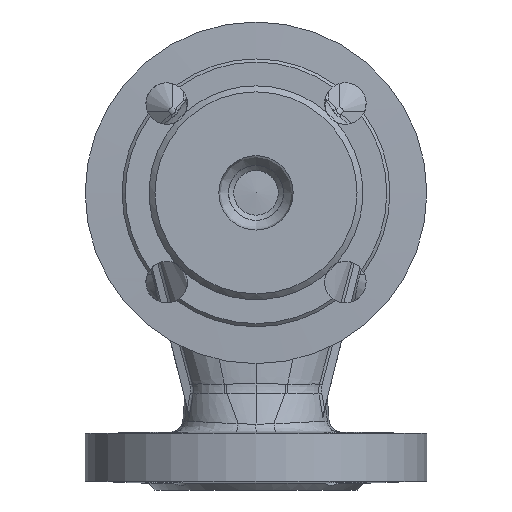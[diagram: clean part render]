
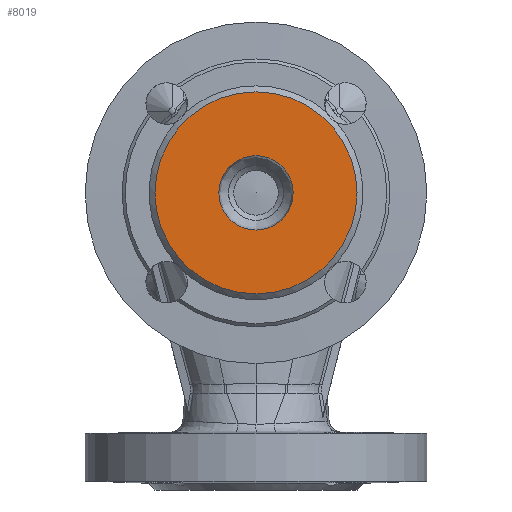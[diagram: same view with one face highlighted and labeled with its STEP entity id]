
A CAD part, front view. The second image highlights one B-rep face of the part: STEP entity #8019.
In plain terms, the highlighted planar face has unit normal (0, -1, 0).
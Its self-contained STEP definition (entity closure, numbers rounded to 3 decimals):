
#145=FACE_BOUND('',#1685,.T.);
#339=PLANE('',#8667);
#637=CIRCLE('',#8662,34.);
#640=CIRCLE('',#8668,12.5);
#1179=FACE_OUTER_BOUND('',#1684,.T.);
#1684=EDGE_LOOP('',(#6400));
#1685=EDGE_LOOP('',(#6401));
#3577=VERTEX_POINT('',#33206);
#3578=VERTEX_POINT('',#33214);
#4596=EDGE_CURVE('',#3577,#3577,#637,.T.);
#4599=EDGE_CURVE('',#3578,#3578,#640,.T.);
#6400=ORIENTED_EDGE('',*,*,#4596,.T.);
#6401=ORIENTED_EDGE('',*,*,#4599,.F.);
#8019=ADVANCED_FACE('',(#1179,#145),#339,.T.);
#8662=AXIS2_PLACEMENT_3D('',#33208,#9785,#9786);
#8667=AXIS2_PLACEMENT_3D('',#33213,#9795,#9796);
#8668=AXIS2_PLACEMENT_3D('',#33215,#9797,#9798);
#9785=DIRECTION('center_axis',(0.,-1.,0.));
#9786=DIRECTION('ref_axis',(0.,0.,-1.));
#9795=DIRECTION('center_axis',(0.,-1.,0.));
#9796=DIRECTION('ref_axis',(0.,0.,1.));
#9797=DIRECTION('center_axis',(0.,-1.,0.));
#9798=DIRECTION('ref_axis',(0.,0.,-1.));
#33206=CARTESIAN_POINT('',(0.,-100.,34.));
#33208=CARTESIAN_POINT('Origin',(0.,-100.,0.));
#33213=CARTESIAN_POINT('Origin',(0.,-100.,0.));
#33214=CARTESIAN_POINT('',(0.,-100.,-12.5));
#33215=CARTESIAN_POINT('Origin',(0.,-100.,0.));
